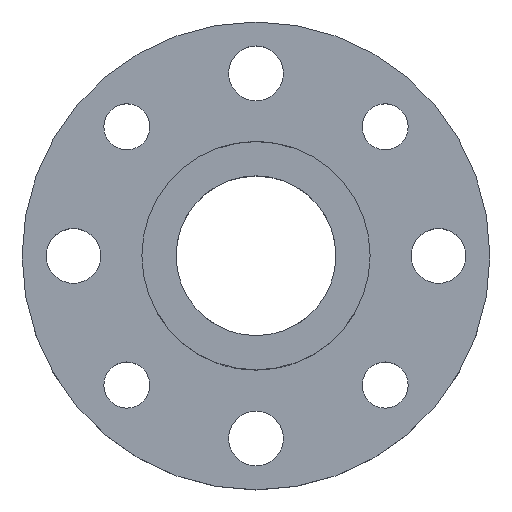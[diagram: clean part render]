
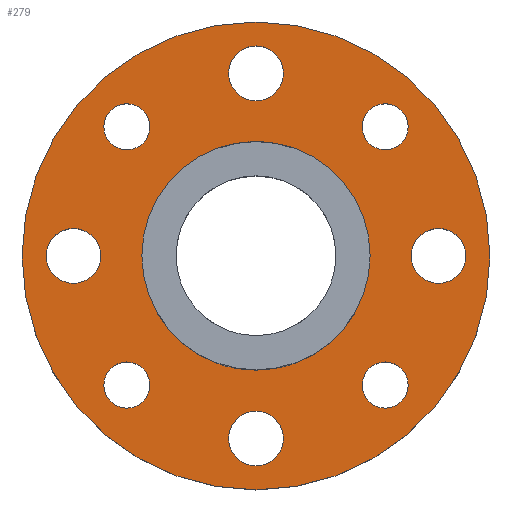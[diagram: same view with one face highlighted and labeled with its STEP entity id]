
A CAD part, top view. The second image highlights one B-rep face of the part: STEP entity #279.
In plain terms, the highlighted planar face has unit normal (0, 0, 1).
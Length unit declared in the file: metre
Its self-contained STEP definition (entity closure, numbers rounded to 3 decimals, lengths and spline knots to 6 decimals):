
#24=PLANE('',#326);
#45=ORIENTED_EDGE('',*,*,#97,.F.);
#46=ORIENTED_EDGE('',*,*,#93,.T.);
#47=ORIENTED_EDGE('',*,*,#91,.T.);
#48=ORIENTED_EDGE('',*,*,#89,.T.);
#49=ORIENTED_EDGE('',*,*,#87,.T.);
#50=ORIENTED_EDGE('',*,*,#85,.T.);
#51=ORIENTED_EDGE('',*,*,#83,.T.);
#52=ORIENTED_EDGE('',*,*,#81,.T.);
#53=ORIENTED_EDGE('',*,*,#79,.T.);
#54=ORIENTED_EDGE('',*,*,#95,.T.);
#79=EDGE_CURVE('',#105,#105,#131,.T.);
#81=EDGE_CURVE('',#107,#107,#133,.T.);
#83=EDGE_CURVE('',#109,#109,#135,.T.);
#85=EDGE_CURVE('',#111,#111,#137,.T.);
#87=EDGE_CURVE('',#113,#113,#139,.T.);
#89=EDGE_CURVE('',#115,#115,#141,.T.);
#91=EDGE_CURVE('',#117,#117,#143,.T.);
#93=EDGE_CURVE('',#119,#119,#145,.T.);
#95=EDGE_CURVE('',#121,#121,#147,.T.);
#97=EDGE_CURVE('',#123,#123,#149,.T.);
#105=VERTEX_POINT('',#418);
#107=VERTEX_POINT('',#423);
#109=VERTEX_POINT('',#428);
#111=VERTEX_POINT('',#433);
#113=VERTEX_POINT('',#438);
#115=VERTEX_POINT('',#443);
#117=VERTEX_POINT('',#448);
#119=VERTEX_POINT('',#453);
#121=VERTEX_POINT('',#458);
#123=VERTEX_POINT('',#463);
#131=CIRCLE('',#300,0.0012);
#133=CIRCLE('',#303,0.0012);
#135=CIRCLE('',#306,0.0012);
#137=CIRCLE('',#309,0.0012);
#139=CIRCLE('',#312,0.00101);
#141=CIRCLE('',#315,0.00101);
#143=CIRCLE('',#318,0.00101);
#145=CIRCLE('',#321,0.00101);
#147=CIRCLE('',#324,0.01025);
#149=CIRCLE('',#327,0.005);
#171=EDGE_LOOP('',(#45));
#172=EDGE_LOOP('',(#46));
#173=EDGE_LOOP('',(#47));
#174=EDGE_LOOP('',(#48));
#175=EDGE_LOOP('',(#49));
#176=EDGE_LOOP('',(#50));
#177=EDGE_LOOP('',(#51));
#178=EDGE_LOOP('',(#52));
#179=EDGE_LOOP('',(#53));
#180=EDGE_LOOP('',(#54));
#223=FACE_BOUND('',#171,.T.);
#224=FACE_BOUND('',#172,.T.);
#225=FACE_BOUND('',#173,.T.);
#226=FACE_BOUND('',#174,.T.);
#227=FACE_BOUND('',#175,.T.);
#228=FACE_BOUND('',#176,.T.);
#229=FACE_BOUND('',#177,.T.);
#230=FACE_BOUND('',#178,.T.);
#231=FACE_BOUND('',#179,.T.);
#232=FACE_BOUND('',#180,.T.);
#279=ADVANCED_FACE('',(#223,#224,#225,#226,#227,#228,#229,#230,#231,#232),
#24,.T.);
#300=AXIS2_PLACEMENT_3D('',#417,#341,#342);
#303=AXIS2_PLACEMENT_3D('',#422,#347,#348);
#306=AXIS2_PLACEMENT_3D('',#427,#353,#354);
#309=AXIS2_PLACEMENT_3D('',#432,#359,#360);
#312=AXIS2_PLACEMENT_3D('',#437,#365,#366);
#315=AXIS2_PLACEMENT_3D('',#442,#371,#372);
#318=AXIS2_PLACEMENT_3D('',#447,#377,#378);
#321=AXIS2_PLACEMENT_3D('',#452,#383,#384);
#324=AXIS2_PLACEMENT_3D('',#457,#389,#390);
#326=AXIS2_PLACEMENT_3D('',#461,#393,#394);
#327=AXIS2_PLACEMENT_3D('',#462,#395,#396);
#341=DIRECTION('',(0.,0.,-1.));
#342=DIRECTION('',(-1.,0.,0.));
#347=DIRECTION('',(0.,0.,-1.));
#348=DIRECTION('',(0.,-1.,0.));
#353=DIRECTION('',(0.,0.,-1.));
#354=DIRECTION('',(1.,0.,0.));
#359=DIRECTION('',(0.,0.,-1.));
#360=DIRECTION('',(0.,1.,0.));
#365=DIRECTION('',(0.,0.,-1.));
#366=DIRECTION('',(-1.,0.,0.));
#371=DIRECTION('',(0.,0.,-1.));
#372=DIRECTION('',(0.,-1.,0.));
#377=DIRECTION('',(0.,0.,-1.));
#378=DIRECTION('',(1.,0.,0.));
#383=DIRECTION('',(0.,0.,-1.));
#384=DIRECTION('',(0.,1.,0.));
#389=DIRECTION('',(0.,0.,1.));
#390=DIRECTION('',(1.,0.,0.));
#393=DIRECTION('',(0.,0.,1.));
#394=DIRECTION('',(1.,0.,0.));
#395=DIRECTION('',(0.,0.,1.));
#396=DIRECTION('',(1.,0.,0.));
#417=CARTESIAN_POINT('',(0.,0.008,0.022));
#418=CARTESIAN_POINT('',(-0.0012,0.008,0.022));
#422=CARTESIAN_POINT('',(-0.008,0.,0.022));
#423=CARTESIAN_POINT('',(-0.008,-0.0012,0.022));
#427=CARTESIAN_POINT('',(0.,-0.008,0.022));
#428=CARTESIAN_POINT('',(0.0012,-0.008,0.022));
#432=CARTESIAN_POINT('',(0.008,0.,0.022));
#433=CARTESIAN_POINT('',(0.008,0.0012,0.022));
#437=CARTESIAN_POINT('',(-0.005657,0.005657,0.022));
#438=CARTESIAN_POINT('',(-0.006667,0.005657,0.022));
#442=CARTESIAN_POINT('',(-0.005657,-0.005657,0.022));
#443=CARTESIAN_POINT('',(-0.005657,-0.006667,0.022));
#447=CARTESIAN_POINT('',(0.005657,-0.005657,0.022));
#448=CARTESIAN_POINT('',(0.006667,-0.005657,0.022));
#452=CARTESIAN_POINT('',(0.005657,0.005657,0.022));
#453=CARTESIAN_POINT('',(0.005657,0.006667,0.022));
#457=CARTESIAN_POINT('',(0.,0.,0.022));
#458=CARTESIAN_POINT('',(0.01025,0.,0.022));
#461=CARTESIAN_POINT('',(0.,0.,0.022));
#462=CARTESIAN_POINT('',(0.,0.,0.022));
#463=CARTESIAN_POINT('',(0.005,0.,0.022));
